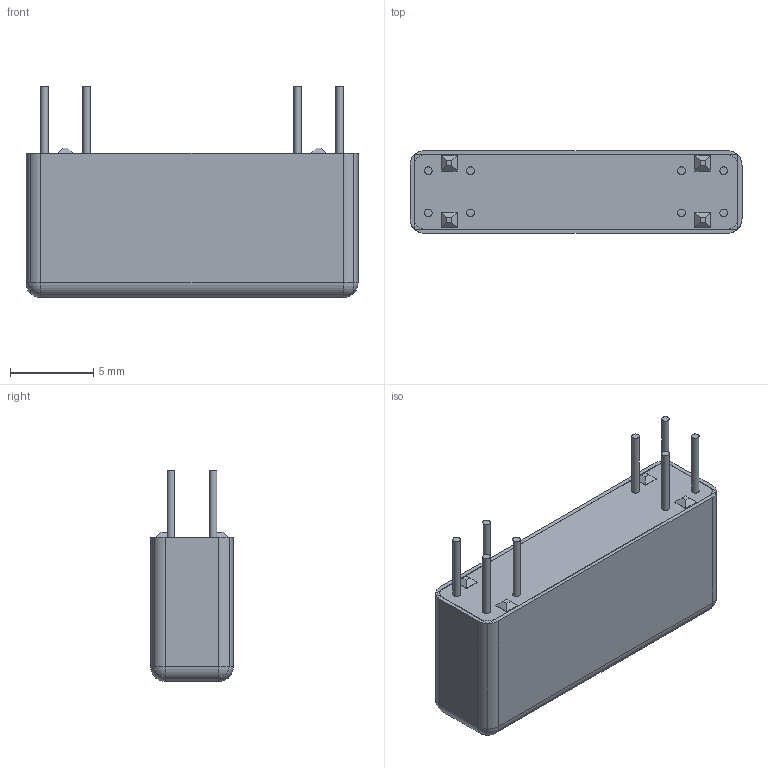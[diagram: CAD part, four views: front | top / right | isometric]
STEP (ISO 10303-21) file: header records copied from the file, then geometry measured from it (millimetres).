
FILE_DESCRIPTION((''),'2;1');
FILE_NAME('2342-XX-000 (A).stp','2013-06-06T16:14:54',('odafonseca'),(''),'Autodesk Inventor 2013','Autodesk Inventor 2013','');
FILE_SCHEMA(('AUTOMOTIVE_DESIGN { 1 0 10303 214 1 1 1 1 }'));
Length unit declared in the file: inch
Products named in the file (1): 2342-XX-000 (A)
Bounding box: 19.99 x 4.98 x 12.7 mm (x, y, z)
Volume: 857.4 mm3; surface area: 1600.1 mm2
Topology: 2 solids, 2 shells, 389 faces, 1006 edges, 652 vertices
Faces by surface type: plane 198, bspline 157, cylinder 26, sphere 8
Full cylindrical faces by diameter (mm): 0.457 x8
Entity records: 12928 total; most frequent: CARTESIAN_POINT 4111, ORIENTED_EDGE 1980, DIRECTION 1194, EDGE_CURVE 990, VERTEX_POINT 652, VECTOR 616, LINE 616, EDGE_LOOP 436
